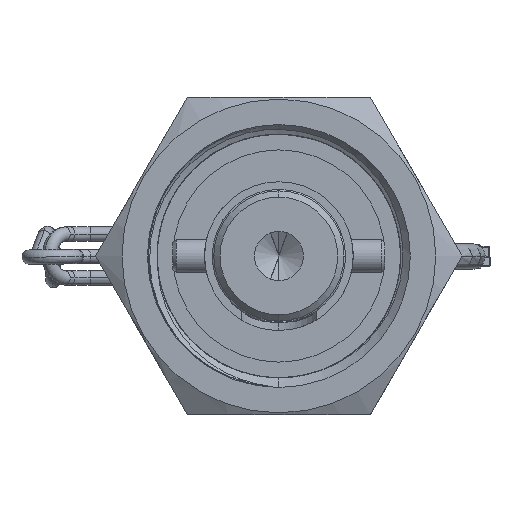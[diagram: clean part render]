
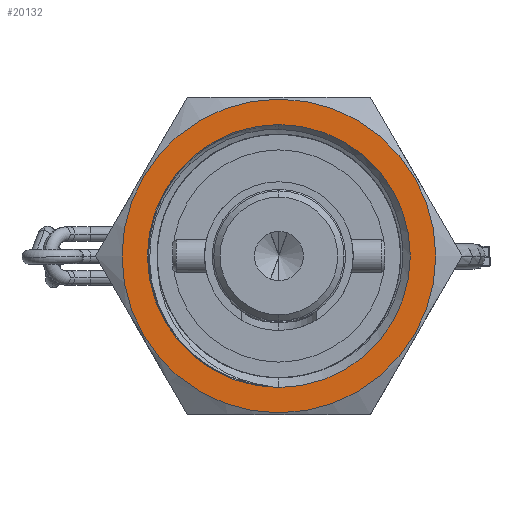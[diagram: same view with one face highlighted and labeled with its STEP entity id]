
A CAD part, left-side view. The second image highlights one B-rep face of the part: STEP entity #20132.
In plain terms, the highlighted face is planar.
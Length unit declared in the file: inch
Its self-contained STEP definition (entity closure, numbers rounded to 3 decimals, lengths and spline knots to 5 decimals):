
#1753 = CARTESIAN_POINT ( 'NONE',  ( 0., 0.68, 0. ) ) ;
#2353 = EDGE_CURVE ( 'NONE', #32280, #34904, #13051, .T. ) ;
#2741 = DIRECTION ( 'NONE',  ( 0., 0., -1. ) ) ;
#3835 = EDGE_CURVE ( 'NONE', #34904, #32280, #13410, .T. ) ;
#4361 = DIRECTION ( 'NONE',  ( 1., 0., 0. ) ) ;
#5878 = AXIS2_PLACEMENT_3D ( 'NONE', #16836, #28417, #2741 ) ;
#7326 = EDGE_CURVE ( 'NONE', #25016, #15463, #7951, .T. ) ;
#7387 = DIRECTION ( 'NONE',  ( 0., 0., -1. ) ) ;
#7951 = CIRCLE ( 'NONE', #16756, 0.57 ) ;
#8337 = AXIS2_PLACEMENT_3D ( 'NONE', #26685, #18562, #24255 ) ;
#9343 = EDGE_CURVE ( 'NONE', #15463, #25016, #18483, .T. ) ;
#10735 = DIRECTION ( 'NONE',  ( 1., 0., 0. ) ) ;
#10741 = AXIS2_PLACEMENT_3D ( 'NONE', #32355, #18628, #7387 ) ;
#11455 = DIRECTION ( 'NONE',  ( 0., 0., -1. ) ) ;
#12765 = DIRECTION ( 'NONE',  ( 0., 0., -1. ) ) ;
#12934 = CARTESIAN_POINT ( 'NONE',  ( 0., 0., -0.57 ) ) ;
#13051 = CIRCLE ( 'NONE', #8337, 0.68 ) ;
#13410 = CIRCLE ( 'NONE', #10741, 0.68 ) ;
#14941 = ORIENTED_EDGE ( 'NONE', *, *, #3835, .T. ) ;
#15463 = VERTEX_POINT ( 'NONE', #12934 ) ;
#16756 = AXIS2_PLACEMENT_3D ( 'NONE', #27661, #10735, #11455 ) ;
#16836 = CARTESIAN_POINT ( 'NONE',  ( 0., 0., 0. ) ) ;
#17933 = CARTESIAN_POINT ( 'NONE',  ( 0., 0., 0.68 ) ) ;
#18483 = CIRCLE ( 'NONE', #5878, 0.57 ) ;
#18562 = DIRECTION ( 'NONE',  ( 1., 0., 0. ) ) ;
#18628 = DIRECTION ( 'NONE',  ( 1., 0., 0. ) ) ;
#20132 = ADVANCED_FACE ( 'NONE', ( #24734, #32668 ), #30051, .T. ) ;
#21006 = EDGE_LOOP ( 'NONE', ( #35914, #35660 ) ) ;
#21571 = EDGE_LOOP ( 'NONE', ( #14941, #28572 ) ) ;
#24043 = CARTESIAN_POINT ( 'NONE',  ( 0., 0., -0.68 ) ) ;
#24048 = CARTESIAN_POINT ( 'NONE',  ( 0., 0., 0.57 ) ) ;
#24255 = DIRECTION ( 'NONE',  ( 0., 0., -1. ) ) ;
#24734 = FACE_OUTER_BOUND ( 'NONE', #21571, .T. ) ;
#25016 = VERTEX_POINT ( 'NONE', #24048 ) ;
#26685 = CARTESIAN_POINT ( 'NONE',  ( 0., 0., 0. ) ) ;
#27661 = CARTESIAN_POINT ( 'NONE',  ( 0., 0., 0. ) ) ;
#28417 = DIRECTION ( 'NONE',  ( 1., 0., 0. ) ) ;
#28572 = ORIENTED_EDGE ( 'NONE', *, *, #2353, .T. ) ;
#30051 = PLANE ( 'NONE',  #34454 ) ;
#32280 = VERTEX_POINT ( 'NONE', #24043 ) ;
#32355 = CARTESIAN_POINT ( 'NONE',  ( 0., 0., 0. ) ) ;
#32668 = FACE_BOUND ( 'NONE', #21006, .T. ) ;
#34454 = AXIS2_PLACEMENT_3D ( 'NONE', #1753, #4361, #12765 ) ;
#34904 = VERTEX_POINT ( 'NONE', #17933 ) ;
#35660 = ORIENTED_EDGE ( 'NONE', *, *, #7326, .F. ) ;
#35914 = ORIENTED_EDGE ( 'NONE', *, *, #9343, .F. ) ;
